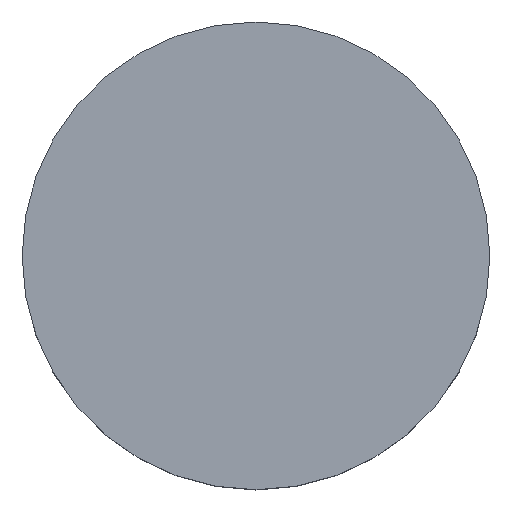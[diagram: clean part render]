
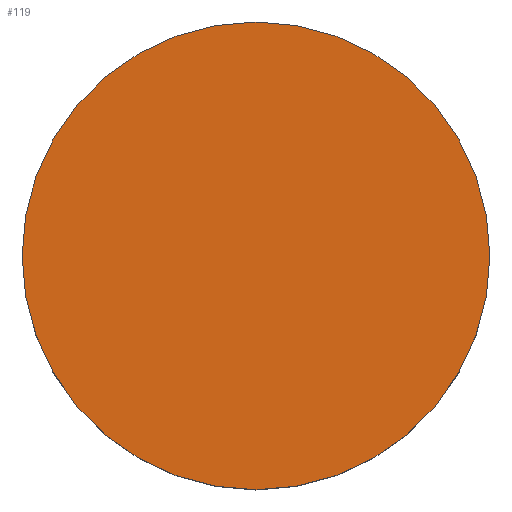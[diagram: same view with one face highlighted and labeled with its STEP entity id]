
A CAD part, top view. The second image highlights one B-rep face of the part: STEP entity #119.
In plain terms, the highlighted planar face has unit normal (0, 0, 1).
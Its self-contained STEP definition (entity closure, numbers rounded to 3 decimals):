
#18=PLANE('',#135);
#27=CIRCLE('',#131,26.5);
#36=FACE_OUTER_BOUND('',#48,.T.);
#48=EDGE_LOOP('',(#107));
#67=VERTEX_POINT('',#259);
#78=EDGE_CURVE('',#67,#67,#27,.T.);
#107=ORIENTED_EDGE('',*,*,#78,.T.);
#119=ADVANCED_FACE('',(#36),#18,.T.);
#131=AXIS2_PLACEMENT_3D('',#260,#158,#159);
#135=AXIS2_PLACEMENT_3D('',#267,#168,#169);
#158=DIRECTION('center_axis',(0.,0.,
1.));
#159=DIRECTION('ref_axis',(-1.,0.,0.));
#168=DIRECTION('center_axis',(0.,0.,
1.));
#169=DIRECTION('ref_axis',(-1.,0.,0.));
#259=CARTESIAN_POINT('',(233.483,-5.,29.));
#260=CARTESIAN_POINT('Origin',(206.983,-5.,29.));
#267=CARTESIAN_POINT('Origin',(206.983,-5.,29.));
